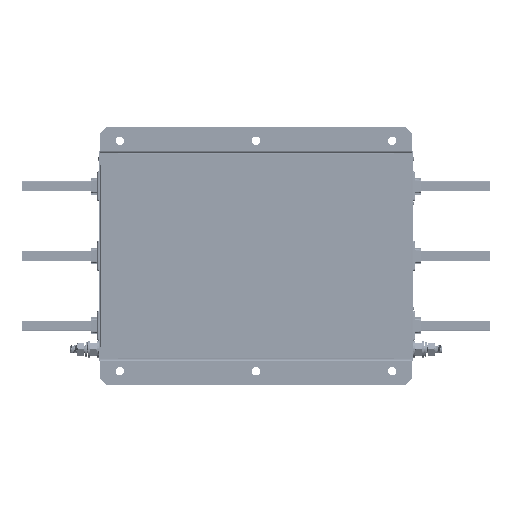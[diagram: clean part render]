
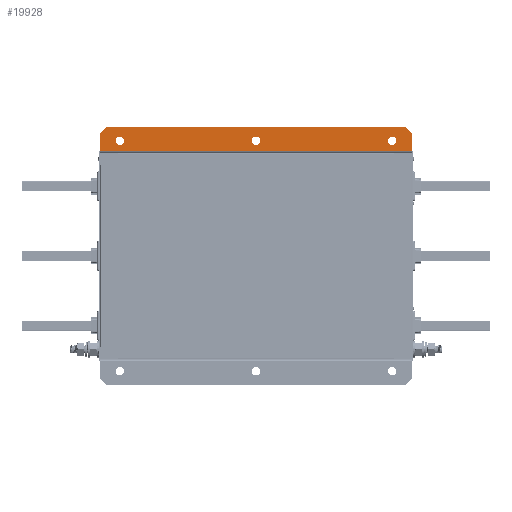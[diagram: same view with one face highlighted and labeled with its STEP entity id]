
A CAD part, front view. The second image highlights one B-rep face of the part: STEP entity #19928.
In plain terms, the highlighted face is planar.
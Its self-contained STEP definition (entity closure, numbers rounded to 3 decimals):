
#871 = FACE_BOUND ( 'NONE', #12027, .T. ) ;
#968 = CARTESIAN_POINT ( 'NONE',  ( 0., 220., -165. ) ) ;
#1061 = DIRECTION ( 'NONE',  ( 0., -1., 0. ) ) ;
#1139 = VERTEX_POINT ( 'NONE', #24026 ) ;
#1376 = AXIS2_PLACEMENT_3D ( 'NONE', #7855, #19777, #31715 ) ;
#1510 = CARTESIAN_POINT ( 'NONE',  ( -195., 220., -159. ) ) ;
#2061 = AXIS2_PLACEMENT_3D ( 'NONE', #24852, #7853, #36814 ) ;
#3044 = DIRECTION ( 'NONE',  ( -0.707, 0., -0.707 ) ) ;
#3462 = EDGE_CURVE ( 'NONE', #10917, #35136, #7269, .T. ) ;
#4200 = FACE_OUTER_BOUND ( 'NONE', #31545, .T. ) ;
#4508 = CIRCLE ( 'NONE', #1376, 6. ) ;
#4610 = EDGE_CURVE ( 'NONE', #26561, #6479, #19954, .T. ) ;
#5133 = ORIENTED_EDGE ( 'NONE', *, *, #13990, .F. ) ;
#5774 = CARTESIAN_POINT ( 'NONE',  ( 223., 220., 0. ) ) ;
#5830 = VECTOR ( 'NONE', #3044, 1000. ) ;
#5991 = LINE ( 'NONE', #17918, #6428 ) ;
#6122 = EDGE_CURVE ( 'NONE', #30047, #1139, #4508, .T. ) ;
#6259 = CARTESIAN_POINT ( 'NONE',  ( -223., 220., -175. ) ) ;
#6260 = ORIENTED_EDGE ( 'NONE', *, *, #19349, .T. ) ;
#6428 = VECTOR ( 'NONE', #7145, 1000. ) ;
#6479 = VERTEX_POINT ( 'NONE', #27362 ) ;
#6640 = CARTESIAN_POINT ( 'NONE',  ( 0., 220., -185. ) ) ;
#7031 = ORIENTED_EDGE ( 'NONE', *, *, #27466, .F. ) ;
#7111 = ORIENTED_EDGE ( 'NONE', *, *, #33488, .F. ) ;
#7145 = DIRECTION ( 'NONE',  ( 0., 0., 1. ) ) ;
#7269 = LINE ( 'NONE', #21912, #38138 ) ;
#7270 = ORIENTED_EDGE ( 'NONE', *, *, #19619, .T. ) ;
#7535 = EDGE_CURVE ( 'NONE', #26683, #10884, #38467, .T. ) ;
#7577 = EDGE_CURVE ( 'NONE', #35136, #6479, #5991, .T. ) ;
#7853 = DIRECTION ( 'NONE',  ( 0., 1., 0. ) ) ;
#7855 = CARTESIAN_POINT ( 'NONE',  ( 195., 220., -165. ) ) ;
#9062 = LINE ( 'NONE', #5774, #14981 ) ;
#9745 = ORIENTED_EDGE ( 'NONE', *, *, #7577, .T. ) ;
#10367 = EDGE_CURVE ( 'NONE', #1139, #30047, #25780, .T. ) ;
#10870 = DIRECTION ( 'NONE',  ( 0., 0., 1. ) ) ;
#10884 = VERTEX_POINT ( 'NONE', #28148 ) ;
#10917 = VERTEX_POINT ( 'NONE', #25200 ) ;
#11069 = CARTESIAN_POINT ( 'NONE',  ( 0., 220., -165. ) ) ;
#11259 = DIRECTION ( 'NONE',  ( 0., 1., 0. ) ) ;
#11548 = VERTEX_POINT ( 'NONE', #35680 ) ;
#12027 = EDGE_LOOP ( 'NONE', ( #17159, #14255 ) ) ;
#12276 = VERTEX_POINT ( 'NONE', #1510 ) ;
#13200 = VECTOR ( 'NONE', #22886, 1000. ) ;
#13292 = DIRECTION ( 'NONE',  ( 0., 0., 1. ) ) ;
#13909 = VERTEX_POINT ( 'NONE', #20739 ) ;
#13990 = EDGE_CURVE ( 'NONE', #11548, #12276, #26193, .T. ) ;
#14255 = ORIENTED_EDGE ( 'NONE', *, *, #6122, .F. ) ;
#14981 = VECTOR ( 'NONE', #20428, 1000. ) ;
#16601 = AXIS2_PLACEMENT_3D ( 'NONE', #11069, #11259, #10870 ) ;
#17159 = ORIENTED_EDGE ( 'NONE', *, *, #10367, .F. ) ;
#17633 = CARTESIAN_POINT ( 'NONE',  ( -195., 220., -165. ) ) ;
#17918 = CARTESIAN_POINT ( 'NONE',  ( -223., 220., 0. ) ) ;
#18057 = DIRECTION ( 'NONE',  ( 0., 0., 1. ) ) ;
#18079 = CARTESIAN_POINT ( 'NONE',  ( 0., 220., -159. ) ) ;
#18478 = EDGE_LOOP ( 'NONE', ( #7031, #7111 ) ) ;
#18978 = CIRCLE ( 'NONE', #27700, 6. ) ;
#19310 = CARTESIAN_POINT ( 'NONE',  ( 195., 220., -171. ) ) ;
#19349 = EDGE_CURVE ( 'NONE', #26561, #26683, #9062, .T. ) ;
#19619 = EDGE_CURVE ( 'NONE', #10884, #10917, #24421, .T. ) ;
#19777 = DIRECTION ( 'NONE',  ( 0., 1., 0. ) ) ;
#19860 = ORIENTED_EDGE ( 'NONE', *, *, #7535, .T. ) ;
#19928 = ADVANCED_FACE ( 'NONE', ( #27456, #871, #34126, #4200 ), #31180, .F. ) ;
#19954 = LINE ( 'NONE', #37389, #13200 ) ;
#20428 = DIRECTION ( 'NONE',  ( 0., 0., -1. ) ) ;
#20453 = CARTESIAN_POINT ( 'NONE',  ( 213., 220., -185. ) ) ;
#20561 = ORIENTED_EDGE ( 'NONE', *, *, #3462, .T. ) ;
#20739 = CARTESIAN_POINT ( 'NONE',  ( 0., 220., -171. ) ) ;
#21912 = CARTESIAN_POINT ( 'NONE',  ( -223., 220., -175. ) ) ;
#22886 = DIRECTION ( 'NONE',  ( -1., 0., 0. ) ) ;
#24026 = CARTESIAN_POINT ( 'NONE',  ( 195., 220., -159. ) ) ;
#24421 = LINE ( 'NONE', #6640, #36266 ) ;
#24469 = CARTESIAN_POINT ( 'NONE',  ( 223., 220., -175. ) ) ;
#24852 = CARTESIAN_POINT ( 'NONE',  ( 195., 220., -165. ) ) ;
#25200 = CARTESIAN_POINT ( 'NONE',  ( -213., 220., -185. ) ) ;
#25423 = EDGE_LOOP ( 'NONE', ( #33076, #5133 ) ) ;
#25780 = CIRCLE ( 'NONE', #2061, 6. ) ;
#26193 = CIRCLE ( 'NONE', #30594, 6. ) ;
#26561 = VERTEX_POINT ( 'NONE', #33780 ) ;
#26607 = DIRECTION ( 'NONE',  ( 0., 1., 0. ) ) ;
#26683 = VERTEX_POINT ( 'NONE', #24469 ) ;
#26766 = EDGE_CURVE ( 'NONE', #12276, #11548, #34576, .T. ) ;
#27362 = CARTESIAN_POINT ( 'NONE',  ( -223., 220., -150.5 ) ) ;
#27456 = FACE_BOUND ( 'NONE', #18478, .T. ) ;
#27466 = EDGE_CURVE ( 'NONE', #30535, #13909, #18978, .T. ) ;
#27700 = AXIS2_PLACEMENT_3D ( 'NONE', #968, #33438, #13292 ) ;
#28130 = AXIS2_PLACEMENT_3D ( 'NONE', #37055, #1061, #36475 ) ;
#28148 = CARTESIAN_POINT ( 'NONE',  ( 213., 220., -185. ) ) ;
#30047 = VERTEX_POINT ( 'NONE', #19310 ) ;
#30535 = VERTEX_POINT ( 'NONE', #18079 ) ;
#30594 = AXIS2_PLACEMENT_3D ( 'NONE', #17633, #26607, #38567 ) ;
#31180 = PLANE ( 'NONE',  #28130 ) ;
#31545 = EDGE_LOOP ( 'NONE', ( #7270, #20561, #9745, #38016, #6260, #19860 ) ) ;
#31715 = DIRECTION ( 'NONE',  ( 0., 0., 1. ) ) ;
#32717 = DIRECTION ( 'NONE',  ( 0., 1., 0. ) ) ;
#33043 = DIRECTION ( 'NONE',  ( -1., 0., 0. ) ) ;
#33076 = ORIENTED_EDGE ( 'NONE', *, *, #26766, .F. ) ;
#33094 = CARTESIAN_POINT ( 'NONE',  ( -195., 220., -165. ) ) ;
#33438 = DIRECTION ( 'NONE',  ( 0., 1., 0. ) ) ;
#33462 = CIRCLE ( 'NONE', #16601, 6. ) ;
#33488 = EDGE_CURVE ( 'NONE', #13909, #30535, #33462, .T. ) ;
#33780 = CARTESIAN_POINT ( 'NONE',  ( 223., 220., -150.5 ) ) ;
#34126 = FACE_BOUND ( 'NONE', #25423, .T. ) ;
#34259 = DIRECTION ( 'NONE',  ( -0.707, 0., 0.707 ) ) ;
#34576 = CIRCLE ( 'NONE', #35821, 6. ) ;
#35136 = VERTEX_POINT ( 'NONE', #6259 ) ;
#35680 = CARTESIAN_POINT ( 'NONE',  ( -195., 220., -171. ) ) ;
#35821 = AXIS2_PLACEMENT_3D ( 'NONE', #33094, #32717, #18057 ) ;
#36266 = VECTOR ( 'NONE', #33043, 1000. ) ;
#36475 = DIRECTION ( 'NONE',  ( 0., 0., -1. ) ) ;
#36814 = DIRECTION ( 'NONE',  ( 0., 0., 1. ) ) ;
#37055 = CARTESIAN_POINT ( 'NONE',  ( 0., 220., 0. ) ) ;
#37389 = CARTESIAN_POINT ( 'NONE',  ( -223., 220., -150.5 ) ) ;
#38016 = ORIENTED_EDGE ( 'NONE', *, *, #4610, .F. ) ;
#38138 = VECTOR ( 'NONE', #34259, 1000. ) ;
#38467 = LINE ( 'NONE', #20453, #5830 ) ;
#38567 = DIRECTION ( 'NONE',  ( 0., 0., 1. ) ) ;
